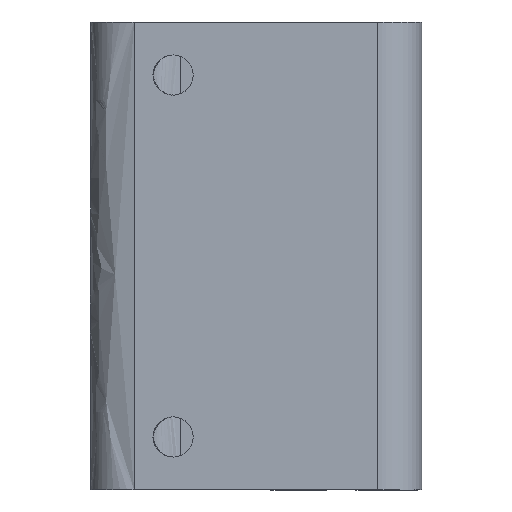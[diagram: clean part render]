
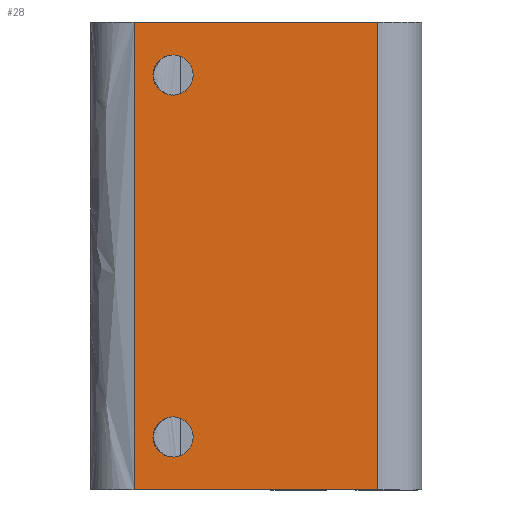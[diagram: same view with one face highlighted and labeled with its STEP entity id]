
A CAD part, left-side view. The second image highlights one B-rep face of the part: STEP entity #28.
In plain terms, the highlighted free-form (B-spline) face has degree [2, 1] with [3, 2] control points.
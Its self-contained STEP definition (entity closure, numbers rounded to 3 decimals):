
#19=FACE_BOUND('',#161,.T.);
#20=FACE_BOUND('',#162,.T.);
#28=ADVANCED_FACE('',(#92,#19,#20),#1206,.T.);
#92=FACE_OUTER_BOUND('',#160,.T.);
#160=EDGE_LOOP('',(#247,#248,#249,#250));
#161=EDGE_LOOP('',(#251,#252));
#162=EDGE_LOOP('',(#253,#254));
#247=ORIENTED_EDGE('',*,*,#657,.T.);
#248=ORIENTED_EDGE('',*,*,#658,.T.);
#249=ORIENTED_EDGE('',*,*,#659,.F.);
#250=ORIENTED_EDGE('',*,*,#655,.F.);
#251=ORIENTED_EDGE('',*,*,#806,.T.);
#252=ORIENTED_EDGE('',*,*,#852,.T.);
#253=ORIENTED_EDGE('',*,*,#855,.F.);
#254=ORIENTED_EDGE('',*,*,#812,.F.);
#655=EDGE_CURVE('',#1073,#1074,#941,.T.);
#657=EDGE_CURVE('',#1073,#1075,#943,.T.);
#658=EDGE_CURVE('',#1075,#1076,#944,.T.);
#659=EDGE_CURVE('',#1074,#1076,#945,.T.);
#806=EDGE_CURVE('',#1170,#1197,#1040,.T.);
#812=EDGE_CURVE('',#1174,#1199,#1043,.T.);
#852=EDGE_CURVE('',#1197,#1170,#1064,.T.);
#855=EDGE_CURVE('',#1199,#1174,#1066,.T.);
#941=(
BOUNDED_CURVE()
B_SPLINE_CURVE(1,(#1880,#1881),.UNSPECIFIED.,.F.,.F.)
B_SPLINE_CURVE_WITH_KNOTS((2,2),(0.,32.),.UNSPECIFIED.)
CURVE()
GEOMETRIC_REPRESENTATION_ITEM()
RATIONAL_B_SPLINE_CURVE((1.,1.))
REPRESENTATION_ITEM('')
);
#943=(
BOUNDED_CURVE()
B_SPLINE_CURVE(2,(#1885,#1886,#1887),.UNSPECIFIED.,.F.,.F.)
B_SPLINE_CURVE_WITH_KNOTS((3,3),(-157.114,-140.457),
 .UNSPECIFIED.)
CURVE()
GEOMETRIC_REPRESENTATION_ITEM()
RATIONAL_B_SPLINE_CURVE((1.,1.,1.))
REPRESENTATION_ITEM('')
);
#944=(
BOUNDED_CURVE()
B_SPLINE_CURVE(1,(#1888,#1889),.UNSPECIFIED.,.F.,.F.)
B_SPLINE_CURVE_WITH_KNOTS((2,2),(0.,32.),.UNSPECIFIED.)
CURVE()
GEOMETRIC_REPRESENTATION_ITEM()
RATIONAL_B_SPLINE_CURVE((1.,1.))
REPRESENTATION_ITEM('')
);
#945=(
BOUNDED_CURVE()
B_SPLINE_CURVE(2,(#1890,#1891,#1892),.UNSPECIFIED.,.F.,.F.)
B_SPLINE_CURVE_WITH_KNOTS((3,3),(-157.114,-140.457),
 .UNSPECIFIED.)
CURVE()
GEOMETRIC_REPRESENTATION_ITEM()
RATIONAL_B_SPLINE_CURVE((1.,1.,1.))
REPRESENTATION_ITEM('')
);
#1040=(
BOUNDED_CURVE()
B_SPLINE_CURVE(2,(#2590,#2591,#2592,#2593,#2594),.UNSPECIFIED.,.F.,.F.)
B_SPLINE_CURVE_WITH_KNOTS((3,2,3),(0.,2.16,4.32),
 .UNSPECIFIED.)
CURVE()
GEOMETRIC_REPRESENTATION_ITEM()
RATIONAL_B_SPLINE_CURVE((1.,0.707,1.,0.707,1.))
REPRESENTATION_ITEM('')
);
#1043=(
BOUNDED_CURVE()
B_SPLINE_CURVE(2,(#2618,#2619,#2620,#2621,#2622),.UNSPECIFIED.,.F.,.F.)
B_SPLINE_CURVE_WITH_KNOTS((3,2,3),(0.,2.16,4.32),
 .UNSPECIFIED.)
CURVE()
GEOMETRIC_REPRESENTATION_ITEM()
RATIONAL_B_SPLINE_CURVE((1.,0.707,1.,0.707,1.))
REPRESENTATION_ITEM('')
);
#1064=(
BOUNDED_CURVE()
B_SPLINE_CURVE(2,(#2783,#2784,#2785,#2786,#2787),.UNSPECIFIED.,.F.,.F.)
B_SPLINE_CURVE_WITH_KNOTS((3,2,3),(4.32,6.48,8.639),
 .UNSPECIFIED.)
CURVE()
GEOMETRIC_REPRESENTATION_ITEM()
RATIONAL_B_SPLINE_CURVE((1.,0.707,1.,0.707,1.))
REPRESENTATION_ITEM('')
);
#1066=(
BOUNDED_CURVE()
B_SPLINE_CURVE(2,(#2815,#2816,#2817,#2818,#2819),.UNSPECIFIED.,.F.,.F.)
B_SPLINE_CURVE_WITH_KNOTS((3,2,3),(4.32,6.48,8.639),
 .UNSPECIFIED.)
CURVE()
GEOMETRIC_REPRESENTATION_ITEM()
RATIONAL_B_SPLINE_CURVE((1.,0.707,1.,0.707,1.))
REPRESENTATION_ITEM('')
);
#1073=VERTEX_POINT('',#1731);
#1074=VERTEX_POINT('',#1732);
#1075=VERTEX_POINT('',#1733);
#1076=VERTEX_POINT('',#1734);
#1170=VERTEX_POINT('',#1828);
#1174=VERTEX_POINT('',#1832);
#1197=VERTEX_POINT('',#1855);
#1199=VERTEX_POINT('',#1857);
#1206=(
BOUNDED_SURFACE()
B_SPLINE_SURFACE(2,1,((#1301,#1302),(#1303,#1304),(#1305,#1306)),
 .UNSPECIFIED.,.F.,.F.,.F.)
B_SPLINE_SURFACE_WITH_KNOTS((3,3),(2,2),(-157.114,-140.457),
(0.,32.),.UNSPECIFIED.)
GEOMETRIC_REPRESENTATION_ITEM()
RATIONAL_B_SPLINE_SURFACE(((1.,1.),(1.,1.),(1.,1.)))
REPRESENTATION_ITEM('')
SURFACE()
);
#1301=CARTESIAN_POINT('',(-10.5,-9.,32.));
#1302=CARTESIAN_POINT('',(-10.5,-9.,0.));
#1303=CARTESIAN_POINT('',(-10.5,-0.672,32.));
#1304=CARTESIAN_POINT('',(-10.5,-0.672,0.));
#1305=CARTESIAN_POINT('',(-10.5,7.657,32.));
#1306=CARTESIAN_POINT('',(-10.5,7.657,0.));
#1731=CARTESIAN_POINT('',(-10.5,-9.,32.));
#1732=CARTESIAN_POINT('',(-10.5,-9.,0.));
#1733=CARTESIAN_POINT('',(-10.5,7.657,32.));
#1734=CARTESIAN_POINT('',(-10.5,7.657,0.));
#1828=CARTESIAN_POINT('',(-10.5,5.,2.25));
#1832=CARTESIAN_POINT('',(-10.5,5.,29.75));
#1855=CARTESIAN_POINT('',(-10.5,5.,5.));
#1857=CARTESIAN_POINT('',(-10.5,5.,27.));
#1880=CARTESIAN_POINT('',(-10.5,-9.,32.));
#1881=CARTESIAN_POINT('',(-10.5,-9.,0.));
#1885=CARTESIAN_POINT('',(-10.5,-9.,32.));
#1886=CARTESIAN_POINT('',(-10.5,-0.672,32.));
#1887=CARTESIAN_POINT('',(-10.5,7.657,32.));
#1888=CARTESIAN_POINT('',(-10.5,7.657,32.));
#1889=CARTESIAN_POINT('',(-10.5,7.657,0.));
#1890=CARTESIAN_POINT('',(-10.5,-9.,0.));
#1891=CARTESIAN_POINT('',(-10.5,-0.672,0.));
#1892=CARTESIAN_POINT('',(-10.5,7.657,0.));
#2590=CARTESIAN_POINT('',(-10.5,5.,2.25));
#2591=CARTESIAN_POINT('',(-10.5,6.375,2.25));
#2592=CARTESIAN_POINT('',(-10.5,6.375,3.625));
#2593=CARTESIAN_POINT('',(-10.5,6.375,5.));
#2594=CARTESIAN_POINT('',(-10.5,5.,5.));
#2618=CARTESIAN_POINT('',(-10.5,5.,29.75));
#2619=CARTESIAN_POINT('',(-10.5,6.375,29.75));
#2620=CARTESIAN_POINT('',(-10.5,6.375,28.375));
#2621=CARTESIAN_POINT('',(-10.5,6.375,27.));
#2622=CARTESIAN_POINT('',(-10.5,5.,27.));
#2783=CARTESIAN_POINT('',(-10.5,5.,5.));
#2784=CARTESIAN_POINT('',(-10.5,3.625,5.));
#2785=CARTESIAN_POINT('',(-10.5,3.625,3.625));
#2786=CARTESIAN_POINT('',(-10.5,3.625,2.25));
#2787=CARTESIAN_POINT('',(-10.5,5.,2.25));
#2815=CARTESIAN_POINT('',(-10.5,5.,27.));
#2816=CARTESIAN_POINT('',(-10.5,3.625,27.));
#2817=CARTESIAN_POINT('',(-10.5,3.625,28.375));
#2818=CARTESIAN_POINT('',(-10.5,3.625,29.75));
#2819=CARTESIAN_POINT('',(-10.5,5.,29.75));
